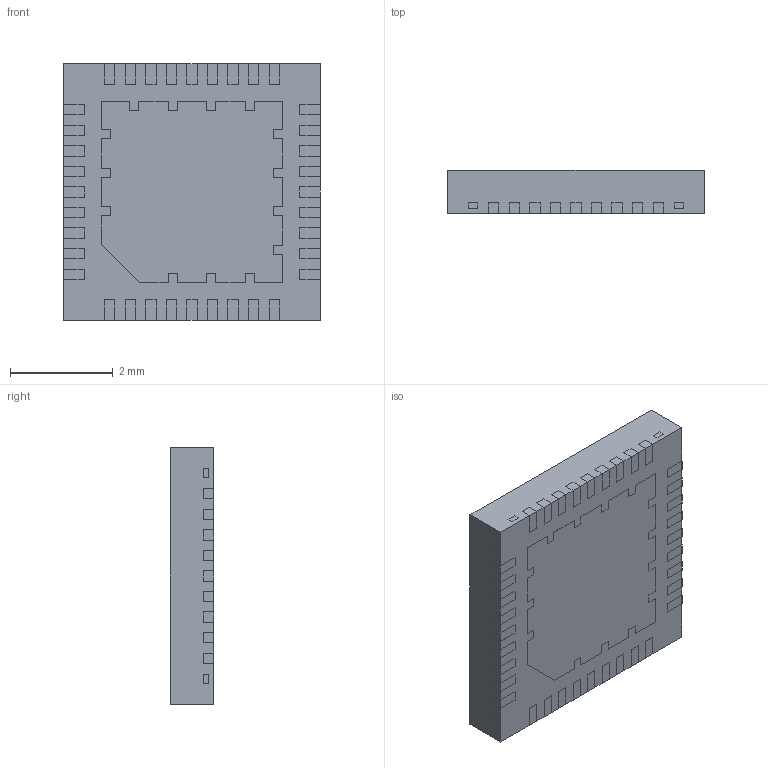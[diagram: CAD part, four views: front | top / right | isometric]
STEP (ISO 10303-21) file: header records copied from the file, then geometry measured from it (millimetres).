
FILE_DESCRIPTION (( 'STEP AP214' ), '1' );
FILE_NAME ('5x5_36_4.STEP', '2013-08-15T17:20:24', ( 'sw2011vm-Admin' ), ( '' ), 'SwSTEP 2.0', 'SolidWorks 2012', '' );
FILE_SCHEMA (( 'AUTOMOTIVE_DESIGN' ));
Length unit declared in the file: millimetre
Products named in the file (1): 5x5_36_4
Bounding box: 5 x 0.84 x 5 mm (x, y, z)
Volume: 7.6 mm3; surface area: 178.2 mm2
Topology: 112 solids, 112 shells, 1683 faces, 4529 edges, 2990 vertices
Faces by surface type: plane 1683
Entity records: 52652 total; most frequent: CARTESIAN_POINT 9203, ORIENTED_EDGE 9058, DIRECTION 7897, EDGE_CURVE 4529, LINE 4529, VECTOR 4529, VERTEX_POINT 2990, EDGE_LOOP 1693
